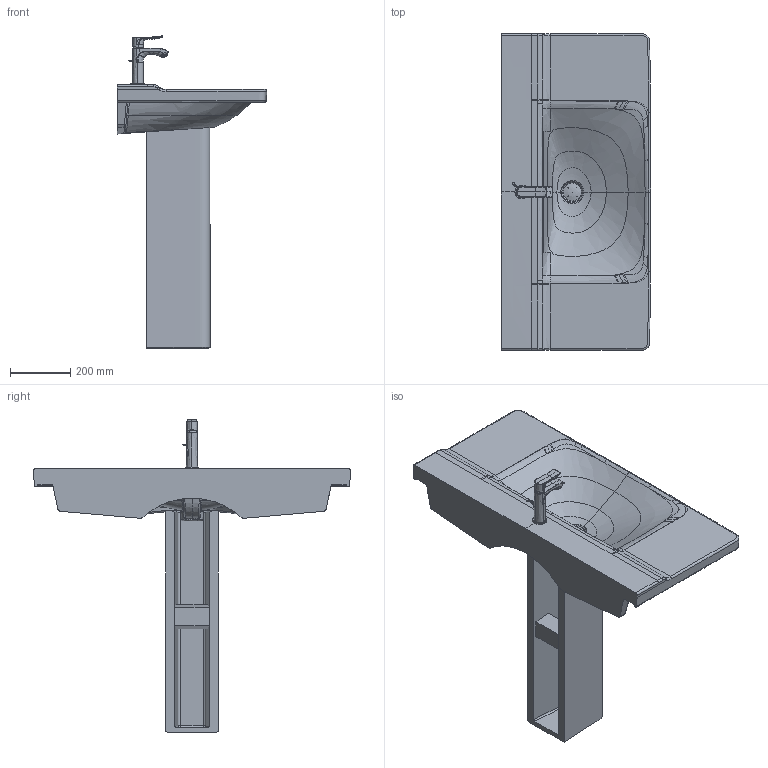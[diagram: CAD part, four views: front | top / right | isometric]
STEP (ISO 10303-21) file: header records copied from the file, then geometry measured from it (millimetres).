
FILE_DESCRIPTION((''),'2;1');
FILE_NAME('233210_085836.stp','2015-11-10T15:23:18',('Administrator'),(''),'Autodesk Inventor 2011','Autodesk Inventor 2011','');
FILE_SCHEMA(('CONFIG_CONTROL_DESIGN'));
Length unit declared in the file: millimetre
Products named in the file (15): 233210_085836; 233210; 085836; Kelch; Stopfen; WT-Armatur HANSGROHE METRIS; Gehäuse; Rosette Citerio; Griff_HWB_Metris; Griffstopfen; Zugstange Griff; Rosette Talis; Neoperl Strahler; Strahlreglerhuelse; Strahler
Assembly tree (14 placements, depth 4):
  233210_085836
    233210
    085836
    Kelch
    Stopfen
    WT-Armatur HANSGROHE METRIS
      Gehäuse
      Rosette Citerio
      Griff_HWB_Metris
      Griffstopfen
      Zugstange Griff
      Rosette Talis
      Neoperl Strahler
        Strahlreglerhuelse
        Strahler
Bounding box: 494.75 x 1049.88 x 1034.46 mm (x, y, z)
Volume: 33846140.3 mm3; surface area: 2437652.4 mm2
Topology: 12 solids, 12 shells, 1460 faces, 4081 edges, 2643 vertices
Faces by surface type: plane 524, bspline 481, cylinder 346, cone 49, torus 48, sphere 12
Full cylindrical faces by diameter (mm): 4 x1, 5 x1, 5.2 x1, 5.325 x1, 5.4 x1, 8.875 x1, 12.35 x1, 15.75 x1, 16 x1, 17.5 x1, 17.7 x1, 19.97 x1, 20.1 x1, 20.88 x1, 21 x1, 22.5 x2, 24 x2, 25 x1, 31.3 x1, 35 x1, 42 x1, 44 x1, 46 x1, 46.21 x1, 60 x1
Entity records: 157694 total; most frequent: CARTESIAN_POINT 121961, ORIENTED_EDGE 8004, DIRECTION 5781, EDGE_CURVE 4002, VERTEX_POINT 2624, AXIS2_PLACEMENT_3D 2266, EDGE_LOOP 1543, FACE_OUTER_BOUND 1460
